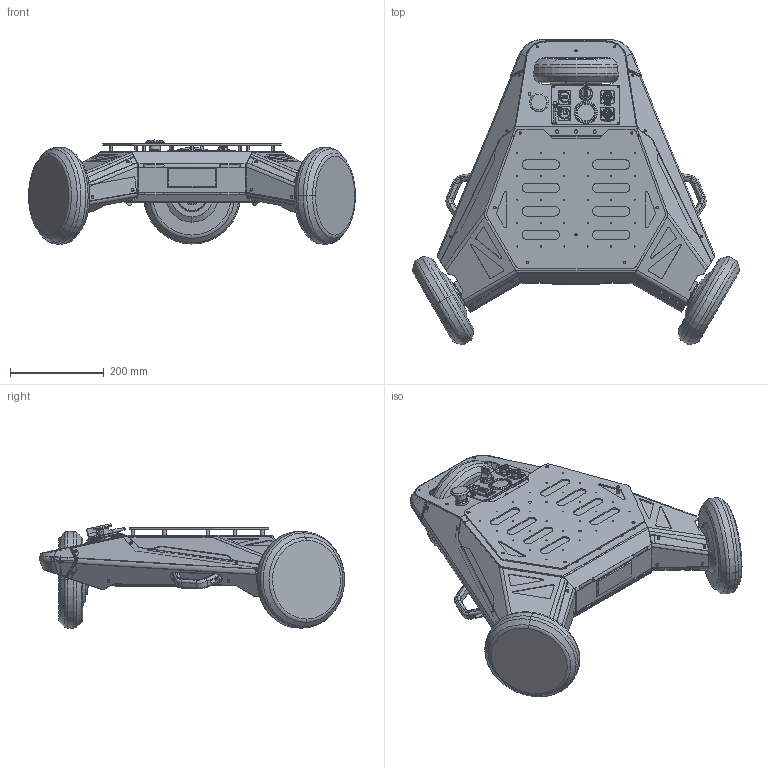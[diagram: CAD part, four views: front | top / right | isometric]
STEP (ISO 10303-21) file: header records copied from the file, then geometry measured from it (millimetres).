
FILE_DESCRIPTION (( 'STEP AP214' ), '1' );
FILE_NAME ('三角整体简化.STEP', '2025-10-13T03:25:31', ( 'Yun' ), ( '' ), 'SwSTEP 2.0', 'SolidWorks 2024', '' );
FILE_SCHEMA (( 'AUTOMOTIVE_DESIGN' ));
Length unit declared in the file: millimetre
Products named in the file (1): 三角整体简化
Bounding box: 697.07 x 650.74 x 221.91 mm (x, y, z)
Volume: 22718809.4 mm3; surface area: 1441415 mm2
Topology: 1 solids, 27 shells, 3456 faces, 9153 edges, 5789 vertices
Faces by surface type: plane 1534, cylinder 1223, bspline 365, torus 167, cone 123, sphere 44
Entity records: 160569 total; most frequent: CARTESIAN_POINT 38745, ORIENTED_EDGE 18236, DIRECTION 16666, EDGE_CURVE 9118, AXIS2_PLACEMENT_3D 5800, VERTEX_POINT 5785, VECTOR 5066, LINE 5066
